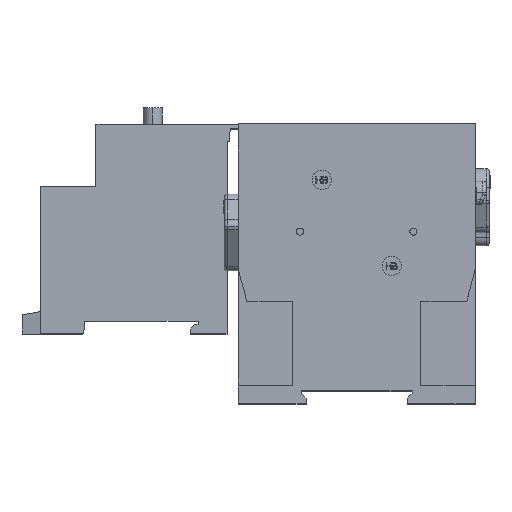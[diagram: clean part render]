
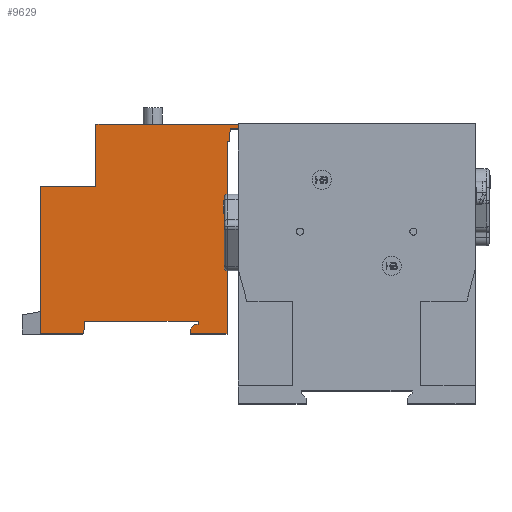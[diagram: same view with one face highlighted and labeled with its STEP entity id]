
A CAD part, top view. The second image highlights one B-rep face of the part: STEP entity #9629.
In plain terms, the highlighted face is planar.
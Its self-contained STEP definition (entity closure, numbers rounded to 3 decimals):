
#200 = ORIENTED_EDGE ( 'NONE', *, *, #52182, .F. ) ;
#449 = CARTESIAN_POINT ( 'NONE',  ( -7.154, 74.164, -16.662 ) ) ;
#1208 = VECTOR ( 'NONE', #25709, 1000. ) ;
#2179 = LINE ( 'NONE', #33831, #55848 ) ;
#2566 = VERTEX_POINT ( 'NONE', #40787 ) ;
#2853 = LINE ( 'NONE', #61994, #1208 ) ;
#3597 = VECTOR ( 'NONE', #5745, 1000. ) ;
#4333 = EDGE_CURVE ( 'NONE', #27366, #12327, #2179, .T. ) ;
#4588 = CARTESIAN_POINT ( 'NONE',  ( -7.154, 68.864, -13.812 ) ) ;
#4786 = CARTESIAN_POINT ( 'NONE',  ( -7.154, 130.264, -26.362 ) ) ;
#5745 = DIRECTION ( 'NONE',  ( 0., 0.996, -0.087 ) ) ;
#5750 = DIRECTION ( 'NONE',  ( 0., 0., -1. ) ) ;
#6927 = PLANE ( 'NONE',  #63675 ) ;
#7288 = VECTOR ( 'NONE', #17927, 1000. ) ;
#7900 = EDGE_LOOP ( 'NONE', ( #46590, #59482, #48236, #24634, #58034, #47262, #48917, #10187, #43301, #18917, #14777, #200, #30718, #13979, #24549, #40888, #54824, #36858 ) ) ;
#7910 = CARTESIAN_POINT ( 'NONE',  ( -7.154, 131.864, -61.662 ) ) ;
#8052 = EDGE_CURVE ( 'NONE', #12327, #41536, #46553, .T. ) ;
#9428 = DIRECTION ( 'NONE',  ( 0., 0., 1. ) ) ;
#9626 = VERTEX_POINT ( 'NONE', #58435 ) ;
#9629 = ADVANCED_FACE ( 'NONE', ( #42285 ), #6927, .F. ) ;
#10108 = CARTESIAN_POINT ( 'NONE',  ( -7.154, 130.264, -45.442 ) ) ;
#10187 = ORIENTED_EDGE ( 'NONE', *, *, #13610, .F. ) ;
#11441 = CARTESIAN_POINT ( 'NONE',  ( -7.154, 134.264, -75.512 ) ) ;
#12138 = CARTESIAN_POINT ( 'NONE',  ( -7.154, 103.94, -45.442 ) ) ;
#12227 = CARTESIAN_POINT ( 'NONE',  ( -7.154, 134.264, -28.862 ) ) ;
#12327 = VERTEX_POINT ( 'NONE', #4588 ) ;
#12430 = CARTESIAN_POINT ( 'NONE',  ( -7.154, 131.864, -61.662 ) ) ;
#12575 = LINE ( 'NONE', #10108, #38525 ) ;
#13610 = EDGE_CURVE ( 'NONE', #24462, #9626, #47179, .T. ) ;
#13979 = ORIENTED_EDGE ( 'NONE', *, *, #8052, .F. ) ;
#14265 = EDGE_CURVE ( 'NONE', #39625, #26846, #34940, .T. ) ;
#14777 = ORIENTED_EDGE ( 'NONE', *, *, #15731, .F. ) ;
#14926 = EDGE_CURVE ( 'NONE', #45667, #48034, #21104, .T. ) ;
#15431 = VERTEX_POINT ( 'NONE', #45062 ) ;
#15731 = EDGE_CURVE ( 'NONE', #2566, #15431, #55903, .T. ) ;
#15762 = VERTEX_POINT ( 'NONE', #11441 ) ;
#16262 = CARTESIAN_POINT ( 'NONE',  ( -7.154, 134.264, -17.312 ) ) ;
#16512 = CARTESIAN_POINT ( 'NONE',  ( -7.154, 103.94, -75.512 ) ) ;
#16519 = EDGE_CURVE ( 'NONE', #25646, #47036, #20126, .T. ) ;
#17374 = DIRECTION ( 'NONE',  ( 0., -1., 0. ) ) ;
#17380 = LINE ( 'NONE', #18044, #43349 ) ;
#17927 = DIRECTION ( 'NONE',  ( 0., 0.966, -0.259 ) ) ;
#18044 = CARTESIAN_POINT ( 'NONE',  ( -7.154, 134.264, -45.442 ) ) ;
#18295 = DIRECTION ( 'NONE',  ( 0., 1., 0. ) ) ;
#18377 = LINE ( 'NONE', #66899, #59772 ) ;
#18510 = VECTOR ( 'NONE', #9428, 1000. ) ;
#18633 = LINE ( 'NONE', #56290, #44577 ) ;
#18917 = ORIENTED_EDGE ( 'NONE', *, *, #22837, .F. ) ;
#19023 = EDGE_CURVE ( 'NONE', #47036, #27366, #2853, .T. ) ;
#19685 = CARTESIAN_POINT ( 'NONE',  ( -7.154, 88.164, -45.442 ) ) ;
#20019 = EDGE_CURVE ( 'NONE', #22036, #59903, #12575, .T. ) ;
#20126 = LINE ( 'NONE', #19685, #18510 ) ;
#20584 = DIRECTION ( 'NONE',  ( 0., 0., -1. ) ) ;
#20770 = CARTESIAN_POINT ( 'NONE',  ( -7.154, 131.264, -27.362 ) ) ;
#20903 = LINE ( 'NONE', #61067, #60658 ) ;
#21081 = CARTESIAN_POINT ( 'NONE',  ( -7.154, 88.164, -58.212 ) ) ;
#21104 = LINE ( 'NONE', #7910, #7288 ) ;
#21175 = VECTOR ( 'NONE', #51802, 1000. ) ;
#22036 = VERTEX_POINT ( 'NONE', #4786 ) ;
#22837 = EDGE_CURVE ( 'NONE', #15431, #43087, #18633, .T. ) ;
#23216 = DIRECTION ( 'NONE',  ( 0., 0., -1. ) ) ;
#23532 = CARTESIAN_POINT ( 'NONE',  ( -7.154, 68.864, -13.812 ) ) ;
#24462 = VERTEX_POINT ( 'NONE', #12227 ) ;
#24549 = ORIENTED_EDGE ( 'NONE', *, *, #4333, .F. ) ;
#24634 = ORIENTED_EDGE ( 'NONE', *, *, #20019, .F. ) ;
#25646 = VERTEX_POINT ( 'NONE', #31771 ) ;
#25709 = DIRECTION ( 'NONE',  ( 0., -1., 0. ) ) ;
#26846 = VERTEX_POINT ( 'NONE', #51028 ) ;
#27366 = VERTEX_POINT ( 'NONE', #32689 ) ;
#27798 = DIRECTION ( 'NONE',  ( 0., 0., -1. ) ) ;
#29273 = CARTESIAN_POINT ( 'NONE',  ( -7.154, 131.264, -27.362 ) ) ;
#29925 = CARTESIAN_POINT ( 'NONE',  ( -7.154, 134.264, -28.862 ) ) ;
#30614 = DIRECTION ( 'NONE',  ( 0., -1., 0. ) ) ;
#30718 = ORIENTED_EDGE ( 'NONE', *, *, #45203, .F. ) ;
#31638 = CARTESIAN_POINT ( 'NONE',  ( -7.154, 70.264, -16.321 ) ) ;
#31771 = CARTESIAN_POINT ( 'NONE',  ( -7.154, 88.164, -75.512 ) ) ;
#31921 = DIRECTION ( 'NONE',  ( 0., -1., 0. ) ) ;
#32689 = CARTESIAN_POINT ( 'NONE',  ( -7.154, 68.864, -58.212 ) ) ;
#32847 = LINE ( 'NONE', #59909, #45013 ) ;
#32917 = LINE ( 'NONE', #31638, #3597 ) ;
#33683 = DIRECTION ( 'NONE',  ( 0., 0., -1. ) ) ;
#33831 = CARTESIAN_POINT ( 'NONE',  ( -7.154, 68.864, -45.442 ) ) ;
#34060 = DIRECTION ( 'NONE',  ( 0., 1., 0. ) ) ;
#34372 = CARTESIAN_POINT ( 'NONE',  ( -7.154, 130.264, -61.662 ) ) ;
#34440 = EDGE_CURVE ( 'NONE', #26846, #22036, #18377, .T. ) ;
#34739 = CARTESIAN_POINT ( 'NONE',  ( -7.154, 70.264, -13.812 ) ) ;
#34940 = LINE ( 'NONE', #20770, #21175 ) ;
#35183 = VECTOR ( 'NONE', #27798, 1000. ) ;
#36858 = ORIENTED_EDGE ( 'NONE', *, *, #38441, .F. ) ;
#38441 = EDGE_CURVE ( 'NONE', #15762, #25646, #59465, .T. ) ;
#38525 = VECTOR ( 'NONE', #20584, 1000. ) ;
#39625 = VERTEX_POINT ( 'NONE', #29273 ) ;
#40182 = LINE ( 'NONE', #54267, #50728 ) ;
#40787 = CARTESIAN_POINT ( 'NONE',  ( -7.154, 74.164, -16.662 ) ) ;
#40888 = ORIENTED_EDGE ( 'NONE', *, *, #19023, .F. ) ;
#41536 = VERTEX_POINT ( 'NONE', #34739 ) ;
#42285 = FACE_OUTER_BOUND ( 'NONE', #7900, .T. ) ;
#43087 = VERTEX_POINT ( 'NONE', #16262 ) ;
#43301 = ORIENTED_EDGE ( 'NONE', *, *, #53813, .F. ) ;
#43349 = VECTOR ( 'NONE', #33683, 1000. ) ;
#43761 = CARTESIAN_POINT ( 'NONE',  ( -7.154, 134.264, -62.305 ) ) ;
#44577 = VECTOR ( 'NONE', #66735, 1000. ) ;
#44924 = VECTOR ( 'NONE', #18295, 1000. ) ;
#45013 = VECTOR ( 'NONE', #34060, 1000. ) ;
#45062 = CARTESIAN_POINT ( 'NONE',  ( -7.154, 74.164, -17.312 ) ) ;
#45203 = EDGE_CURVE ( 'NONE', #41536, #55834, #40182, .T. ) ;
#45565 = DIRECTION ( 'NONE',  ( 0., -1., 0. ) ) ;
#45667 = VERTEX_POINT ( 'NONE', #12430 ) ;
#46194 = EDGE_CURVE ( 'NONE', #48034, #15762, #17380, .T. ) ;
#46553 = LINE ( 'NONE', #23532, #44924 ) ;
#46590 = ORIENTED_EDGE ( 'NONE', *, *, #46194, .F. ) ;
#47036 = VERTEX_POINT ( 'NONE', #21081 ) ;
#47179 = LINE ( 'NONE', #29925, #57730 ) ;
#47262 = ORIENTED_EDGE ( 'NONE', *, *, #14265, .F. ) ;
#48034 = VERTEX_POINT ( 'NONE', #43761 ) ;
#48236 = ORIENTED_EDGE ( 'NONE', *, *, #52778, .F. ) ;
#48449 = DIRECTION ( 'NONE',  ( -1., 0., 0. ) ) ;
#48917 = ORIENTED_EDGE ( 'NONE', *, *, #62641, .F. ) ;
#50728 = VECTOR ( 'NONE', #23216, 1000. ) ;
#51028 = CARTESIAN_POINT ( 'NONE',  ( -7.154, 131.264, -26.362 ) ) ;
#51802 = DIRECTION ( 'NONE',  ( 0., 0., 1. ) ) ;
#52182 = EDGE_CURVE ( 'NONE', #55834, #2566, #32917, .T. ) ;
#52657 = VECTOR ( 'NONE', #5750, 1000. ) ;
#52778 = EDGE_CURVE ( 'NONE', #59903, #45667, #32847, .T. ) ;
#53813 = EDGE_CURVE ( 'NONE', #43087, #24462, #64438, .T. ) ;
#54267 = CARTESIAN_POINT ( 'NONE',  ( -7.154, 70.264, -45.442 ) ) ;
#54824 = ORIENTED_EDGE ( 'NONE', *, *, #16519, .F. ) ;
#55834 = VERTEX_POINT ( 'NONE', #66111 ) ;
#55848 = VECTOR ( 'NONE', #64939, 1000. ) ;
#55903 = LINE ( 'NONE', #449, #52657 ) ;
#56290 = CARTESIAN_POINT ( 'NONE',  ( -7.154, 103.94, -17.312 ) ) ;
#57730 = VECTOR ( 'NONE', #45565, 1000. ) ;
#57828 = VECTOR ( 'NONE', #31921, 1000. ) ;
#58034 = ORIENTED_EDGE ( 'NONE', *, *, #34440, .F. ) ;
#58435 = CARTESIAN_POINT ( 'NONE',  ( -7.154, 132.764, -28.862 ) ) ;
#59465 = LINE ( 'NONE', #16512, #57828 ) ;
#59482 = ORIENTED_EDGE ( 'NONE', *, *, #14926, .F. ) ;
#59772 = VECTOR ( 'NONE', #30614, 1000. ) ;
#59903 = VERTEX_POINT ( 'NONE', #34372 ) ;
#59909 = CARTESIAN_POINT ( 'NONE',  ( -7.154, 130.264, -61.662 ) ) ;
#60658 = VECTOR ( 'NONE', #66291, 1000. ) ;
#61067 = CARTESIAN_POINT ( 'NONE',  ( -7.154, 132.764, -28.862 ) ) ;
#61994 = CARTESIAN_POINT ( 'NONE',  ( -7.154, 103.94, -58.212 ) ) ;
#62641 = EDGE_CURVE ( 'NONE', #9626, #39625, #20903, .T. ) ;
#63675 = AXIS2_PLACEMENT_3D ( 'NONE', #12138, #48449, #17374 ) ;
#64088 = CARTESIAN_POINT ( 'NONE',  ( -7.154, 134.264, -45.442 ) ) ;
#64438 = LINE ( 'NONE', #64088, #35183 ) ;
#64939 = DIRECTION ( 'NONE',  ( 0., 0., 1. ) ) ;
#66111 = CARTESIAN_POINT ( 'NONE',  ( -7.154, 70.264, -16.321 ) ) ;
#66291 = DIRECTION ( 'NONE',  ( 0., -0.707, 0.707 ) ) ;
#66735 = DIRECTION ( 'NONE',  ( 0., 1., 0. ) ) ;
#66899 = CARTESIAN_POINT ( 'NONE',  ( -7.154, 131.264, -26.362 ) ) ;
